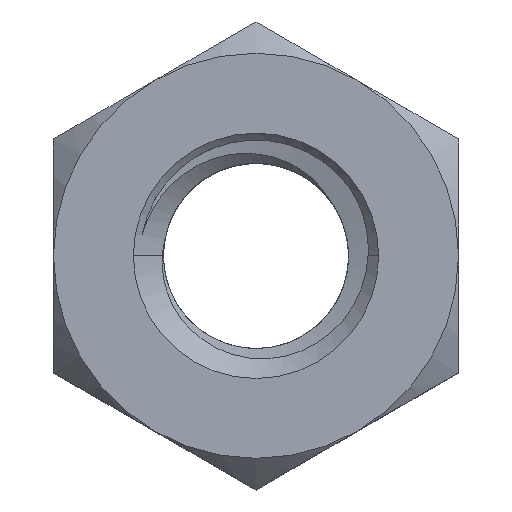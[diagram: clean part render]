
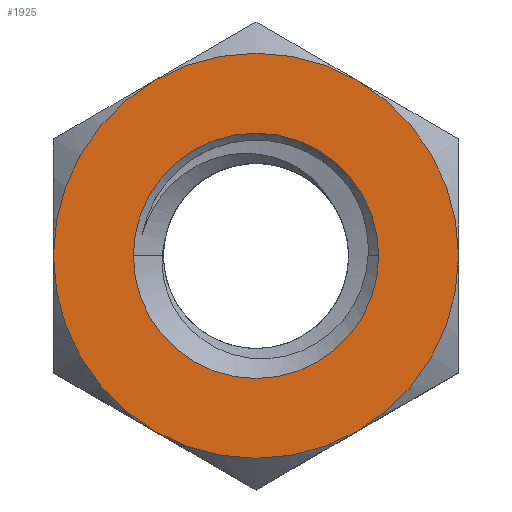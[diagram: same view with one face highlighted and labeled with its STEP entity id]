
A CAD part, top view. The second image highlights one B-rep face of the part: STEP entity #1925.
In plain terms, the highlighted planar face has unit normal (0, 0, 1).
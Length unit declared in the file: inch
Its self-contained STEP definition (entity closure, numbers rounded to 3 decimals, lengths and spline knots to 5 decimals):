
#2 = DIRECTION ( 'NONE',  ( 0., 0., 1. ) ) ;
#3 = DIRECTION ( 'NONE',  ( 1., 0., 0. ) ) ;
#58 = DIRECTION ( 'NONE',  ( 1., 0., 0. ) ) ;
#76 = PLANE ( 'NONE',  #360 ) ;
#108 = ORIENTED_EDGE ( 'NONE', *, *, #1378, .T. ) ;
#114 = FACE_BOUND ( 'NONE', #2342, .T. ) ;
#211 = CARTESIAN_POINT ( 'NONE',  ( 0., 0., 0.24219 ) ) ;
#217 = ORIENTED_EDGE ( 'NONE', *, *, #2217, .T. ) ;
#307 = CARTESIAN_POINT ( 'NONE',  ( -0.4375, 0., 0.24219 ) ) ;
#360 = AXIS2_PLACEMENT_3D ( 'NONE', #1852, #865, #1281 ) ;
#362 = CARTESIAN_POINT ( 'NONE',  ( -0.21875, 0.37889, 0.24219 ) ) ;
#371 = ORIENTED_EDGE ( 'NONE', *, *, #950, .F. ) ;
#386 = VERTEX_POINT ( 'NONE', #488 ) ;
#405 = CIRCLE ( 'NONE', #1066, 0.4375 ) ;
#488 = CARTESIAN_POINT ( 'NONE',  ( 0.4375, 0., 0.24219 ) ) ;
#550 = CARTESIAN_POINT ( 'NONE',  ( 0., 0., 0.24219 ) ) ;
#606 = AXIS2_PLACEMENT_3D ( 'NONE', #550, #2, #2142 ) ;
#651 = AXIS2_PLACEMENT_3D ( 'NONE', #1678, #2048, #2075 ) ;
#742 = AXIS2_PLACEMENT_3D ( 'NONE', #211, #1574, #2347 ) ;
#764 = VERTEX_POINT ( 'NONE', #1701 ) ;
#841 = VERTEX_POINT ( 'NONE', #1180 ) ;
#862 = CIRCLE ( 'NONE', #742, 0.4375 ) ;
#865 = DIRECTION ( 'NONE',  ( 0., 0., 1. ) ) ;
#897 = AXIS2_PLACEMENT_3D ( 'NONE', #1488, #1270, #1642 ) ;
#947 = DIRECTION ( 'NONE',  ( 0., 0., 1. ) ) ;
#948 = ORIENTED_EDGE ( 'NONE', *, *, #2121, .T. ) ;
#950 = EDGE_CURVE ( 'NONE', #764, #1173, #1556, .T. ) ;
#1011 = DIRECTION ( 'NONE',  ( 1., 0., 0. ) ) ;
#1066 = AXIS2_PLACEMENT_3D ( 'NONE', #2196, #2051, #58 ) ;
#1099 = CIRCLE ( 'NONE', #651, 0.4375 ) ;
#1122 = VERTEX_POINT ( 'NONE', #307 ) ;
#1132 = DIRECTION ( 'NONE',  ( 0., 0., 1. ) ) ;
#1173 = VERTEX_POINT ( 'NONE', #1689 ) ;
#1180 = CARTESIAN_POINT ( 'NONE',  ( -0.21875, -0.37889, 0.24219 ) ) ;
#1222 = EDGE_CURVE ( 'NONE', #386, #1569, #1099, .T. ) ;
#1270 = DIRECTION ( 'NONE',  ( 0., 0., 1. ) ) ;
#1274 = ORIENTED_EDGE ( 'NONE', *, *, #1868, .T. ) ;
#1281 = DIRECTION ( 'NONE',  ( 1., 0., 0. ) ) ;
#1304 = ORIENTED_EDGE ( 'NONE', *, *, #1222, .T. ) ;
#1378 = EDGE_CURVE ( 'NONE', #2279, #386, #2479, .T. ) ;
#1387 = AXIS2_PLACEMENT_3D ( 'NONE', #1734, #1132, #2253 ) ;
#1392 = AXIS2_PLACEMENT_3D ( 'NONE', #1944, #947, #3 ) ;
#1459 = EDGE_CURVE ( 'NONE', #1173, #764, #2439, .T. ) ;
#1483 = CARTESIAN_POINT ( 'NONE',  ( 0.21875, -0.37889, 0.24219 ) ) ;
#1488 = CARTESIAN_POINT ( 'NONE',  ( 0., 0., 0.24219 ) ) ;
#1556 = CIRCLE ( 'NONE', #606, 0.265 ) ;
#1569 = VERTEX_POINT ( 'NONE', #1864 ) ;
#1574 = DIRECTION ( 'NONE',  ( 0., 0., 1. ) ) ;
#1616 = CARTESIAN_POINT ( 'NONE',  ( 0., 0., 0.24219 ) ) ;
#1631 = DIRECTION ( 'NONE',  ( 0., 0., 1. ) ) ;
#1642 = DIRECTION ( 'NONE',  ( 1., 0., 0. ) ) ;
#1658 = ORIENTED_EDGE ( 'NONE', *, *, #1459, .F. ) ;
#1678 = CARTESIAN_POINT ( 'NONE',  ( 0., 0., 0.24219 ) ) ;
#1689 = CARTESIAN_POINT ( 'NONE',  ( 0.265, 0., 0.24219 ) ) ;
#1701 = CARTESIAN_POINT ( 'NONE',  ( -0.265, 0., 0.24219 ) ) ;
#1734 = CARTESIAN_POINT ( 'NONE',  ( 0., 0., 0.24219 ) ) ;
#1852 = CARTESIAN_POINT ( 'NONE',  ( 0., -0.50518, 0.24219 ) ) ;
#1864 = CARTESIAN_POINT ( 'NONE',  ( 0.21875, 0.37889, 0.24219 ) ) ;
#1867 = CIRCLE ( 'NONE', #1387, 0.4375 ) ;
#1868 = EDGE_CURVE ( 'NONE', #2353, #1122, #2155, .T. ) ;
#1925 = ADVANCED_FACE ( 'NONE', ( #114, #2044 ), #76, .T. ) ;
#1936 = ORIENTED_EDGE ( 'NONE', *, *, #2302, .T. ) ;
#1944 = CARTESIAN_POINT ( 'NONE',  ( 0., 0., 0.24219 ) ) ;
#2044 = FACE_OUTER_BOUND ( 'NONE', #2147, .T. ) ;
#2048 = DIRECTION ( 'NONE',  ( 0., 0., 1. ) ) ;
#2051 = DIRECTION ( 'NONE',  ( 0., 0., 1. ) ) ;
#2075 = DIRECTION ( 'NONE',  ( 1., 0., 0. ) ) ;
#2121 = EDGE_CURVE ( 'NONE', #1122, #841, #862, .T. ) ;
#2142 = DIRECTION ( 'NONE',  ( 1., 0., 0. ) ) ;
#2147 = EDGE_LOOP ( 'NONE', ( #108, #1304, #217, #1274, #948, #1936 ) ) ;
#2155 = CIRCLE ( 'NONE', #897, 0.4375 ) ;
#2196 = CARTESIAN_POINT ( 'NONE',  ( 0., 0., 0.24219 ) ) ;
#2217 = EDGE_CURVE ( 'NONE', #1569, #2353, #405, .T. ) ;
#2239 = AXIS2_PLACEMENT_3D ( 'NONE', #1616, #1631, #1011 ) ;
#2253 = DIRECTION ( 'NONE',  ( 1., 0., 0. ) ) ;
#2279 = VERTEX_POINT ( 'NONE', #1483 ) ;
#2302 = EDGE_CURVE ( 'NONE', #841, #2279, #1867, .T. ) ;
#2342 = EDGE_LOOP ( 'NONE', ( #1658, #371 ) ) ;
#2347 = DIRECTION ( 'NONE',  ( 1., 0., 0. ) ) ;
#2353 = VERTEX_POINT ( 'NONE', #362 ) ;
#2439 = CIRCLE ( 'NONE', #2239, 0.265 ) ;
#2479 = CIRCLE ( 'NONE', #1392, 0.4375 ) ;
